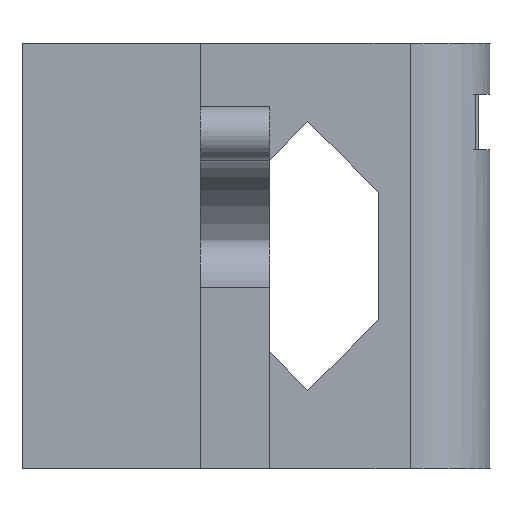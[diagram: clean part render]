
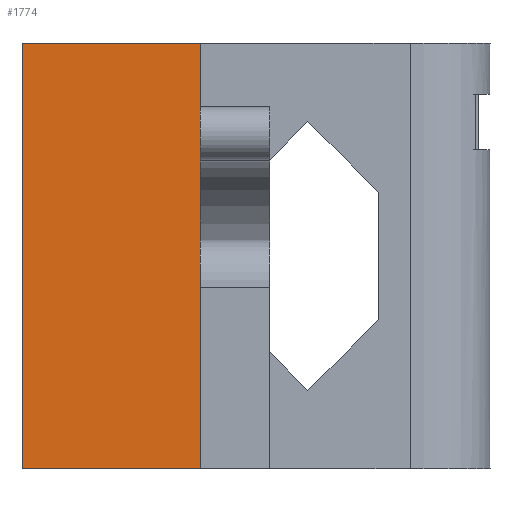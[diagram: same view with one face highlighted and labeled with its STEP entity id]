
A CAD part, front view. The second image highlights one B-rep face of the part: STEP entity #1774.
In plain terms, the highlighted planar face has unit normal (0, -1, 0).
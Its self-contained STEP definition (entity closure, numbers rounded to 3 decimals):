
#55 = PLANE('',#56);
#56 = AXIS2_PLACEMENT_3D('',#57,#58,#59);
#57 = CARTESIAN_POINT('',(-0.45,-5.75,0.));
#58 = DIRECTION('',(-0.,-0.,1.));
#59 = DIRECTION('',(-1.,0.,0.));
#302 = PLANE('',#303);
#303 = AXIS2_PLACEMENT_3D('',#304,#305,#306);
#304 = CARTESIAN_POINT('',(7.5,-9.25,40.));
#305 = DIRECTION('',(1.,-0.,-0.));
#306 = DIRECTION('',(0.,0.,-1.));
#330 = PLANE('',#331);
#331 = AXIS2_PLACEMENT_3D('',#332,#333,#334);
#332 = CARTESIAN_POINT('',(-0.45,-5.75,40.));
#333 = DIRECTION('',(-0.,-0.,-1.));
#334 = DIRECTION('',(1.,0.,0.));
#1644 = PLANE('',#1645);
#1645 = AXIS2_PLACEMENT_3D('',#1646,#1647,#1648);
#1646 = CARTESIAN_POINT('',(-9.25,-5.75,0.));
#1647 = DIRECTION('',(-1.,-0.,-0.));
#1648 = DIRECTION('',(0.,1.,0.));
#1704 = VERTEX_POINT('',#1705);
#1705 = CARTESIAN_POINT('',(-9.25,-9.25,40.));
#1726 = EDGE_CURVE('',#1727,#1704,#1729,.T.);
#1727 = VERTEX_POINT('',#1728);
#1728 = CARTESIAN_POINT('',(-9.25,-9.25,0.));
#1729 = SURFACE_CURVE('',#1730,(#1734,#1741),.PCURVE_S1.);
#1730 = LINE('',#1731,#1732);
#1731 = CARTESIAN_POINT('',(-9.25,-9.25,0.));
#1732 = VECTOR('',#1733,1.);
#1733 = DIRECTION('',(0.,0.,1.));
#1734 = PCURVE('',#1644,#1735);
#1735 = DEFINITIONAL_REPRESENTATION('',(#1736),#1740);
#1736 = LINE('',#1737,#1738);
#1737 = CARTESIAN_POINT('',(-3.5,0.));
#1738 = VECTOR('',#1739,1.);
#1739 = DIRECTION('',(-0.,-1.));
#1740 = ( GEOMETRIC_REPRESENTATION_CONTEXT(2) 
PARAMETRIC_REPRESENTATION_CONTEXT() REPRESENTATION_CONTEXT('2D SPACE',''
  ) );
#1741 = PCURVE('',#1742,#1747);
#1742 = PLANE('',#1743);
#1743 = AXIS2_PLACEMENT_3D('',#1744,#1745,#1746);
#1744 = CARTESIAN_POINT('',(-9.25,-9.25,0.));
#1745 = DIRECTION('',(-0.,-1.,-0.));
#1746 = DIRECTION('',(-1.,0.,0.));
#1747 = DEFINITIONAL_REPRESENTATION('',(#1748),#1752);
#1748 = LINE('',#1749,#1750);
#1749 = CARTESIAN_POINT('',(-0.,-0.));
#1750 = VECTOR('',#1751,1.);
#1751 = DIRECTION('',(-0.,-1.));
#1752 = ( GEOMETRIC_REPRESENTATION_CONTEXT(2) 
PARAMETRIC_REPRESENTATION_CONTEXT() REPRESENTATION_CONTEXT('2D SPACE',''
  ) );
#1774 = ADVANCED_FACE('',(#1775),#1742,.T.);
#1775 = FACE_BOUND('',#1776,.F.);
#1776 = EDGE_LOOP('',(#1777,#1800,#1801,#1824));
#1777 = ORIENTED_EDGE('',*,*,#1778,.F.);
#1778 = EDGE_CURVE('',#1727,#1779,#1781,.T.);
#1779 = VERTEX_POINT('',#1780);
#1780 = CARTESIAN_POINT('',(7.5,-9.25,0.));
#1781 = SURFACE_CURVE('',#1782,(#1786,#1793),.PCURVE_S1.);
#1782 = LINE('',#1783,#1784);
#1783 = CARTESIAN_POINT('',(-9.25,-9.25,0.));
#1784 = VECTOR('',#1785,1.);
#1785 = DIRECTION('',(1.,0.,0.));
#1786 = PCURVE('',#1742,#1787);
#1787 = DEFINITIONAL_REPRESENTATION('',(#1788),#1792);
#1788 = LINE('',#1789,#1790);
#1789 = CARTESIAN_POINT('',(-0.,-0.));
#1790 = VECTOR('',#1791,1.);
#1791 = DIRECTION('',(-1.,-0.));
#1792 = ( GEOMETRIC_REPRESENTATION_CONTEXT(2) 
PARAMETRIC_REPRESENTATION_CONTEXT() REPRESENTATION_CONTEXT('2D SPACE',''
  ) );
#1793 = PCURVE('',#55,#1794);
#1794 = DEFINITIONAL_REPRESENTATION('',(#1795),#1799);
#1795 = LINE('',#1796,#1797);
#1796 = CARTESIAN_POINT('',(8.8,3.5));
#1797 = VECTOR('',#1798,1.);
#1798 = DIRECTION('',(-1.,0.));
#1799 = ( GEOMETRIC_REPRESENTATION_CONTEXT(2) 
PARAMETRIC_REPRESENTATION_CONTEXT() REPRESENTATION_CONTEXT('2D SPACE',''
  ) );
#1800 = ORIENTED_EDGE('',*,*,#1726,.T.);
#1801 = ORIENTED_EDGE('',*,*,#1802,.T.);
#1802 = EDGE_CURVE('',#1704,#1803,#1805,.T.);
#1803 = VERTEX_POINT('',#1804);
#1804 = CARTESIAN_POINT('',(7.5,-9.25,40.));
#1805 = SURFACE_CURVE('',#1806,(#1810,#1817),.PCURVE_S1.);
#1806 = LINE('',#1807,#1808);
#1807 = CARTESIAN_POINT('',(-9.25,-9.25,40.));
#1808 = VECTOR('',#1809,1.);
#1809 = DIRECTION('',(1.,0.,0.));
#1810 = PCURVE('',#1742,#1811);
#1811 = DEFINITIONAL_REPRESENTATION('',(#1812),#1816);
#1812 = LINE('',#1813,#1814);
#1813 = CARTESIAN_POINT('',(-0.,-40.));
#1814 = VECTOR('',#1815,1.);
#1815 = DIRECTION('',(-1.,-0.));
#1816 = ( GEOMETRIC_REPRESENTATION_CONTEXT(2) 
PARAMETRIC_REPRESENTATION_CONTEXT() REPRESENTATION_CONTEXT('2D SPACE',''
  ) );
#1817 = PCURVE('',#330,#1818);
#1818 = DEFINITIONAL_REPRESENTATION('',(#1819),#1823);
#1819 = LINE('',#1820,#1821);
#1820 = CARTESIAN_POINT('',(-8.8,3.5));
#1821 = VECTOR('',#1822,1.);
#1822 = DIRECTION('',(1.,-0.));
#1823 = ( GEOMETRIC_REPRESENTATION_CONTEXT(2) 
PARAMETRIC_REPRESENTATION_CONTEXT() REPRESENTATION_CONTEXT('2D SPACE',''
  ) );
#1824 = ORIENTED_EDGE('',*,*,#1825,.T.);
#1825 = EDGE_CURVE('',#1803,#1779,#1826,.T.);
#1826 = SURFACE_CURVE('',#1827,(#1831,#1838),.PCURVE_S1.);
#1827 = LINE('',#1828,#1829);
#1828 = CARTESIAN_POINT('',(7.5,-9.25,0.));
#1829 = VECTOR('',#1830,1.);
#1830 = DIRECTION('',(-0.,-0.,-1.));
#1831 = PCURVE('',#1742,#1832);
#1832 = DEFINITIONAL_REPRESENTATION('',(#1833),#1837);
#1833 = LINE('',#1834,#1835);
#1834 = CARTESIAN_POINT('',(-16.75,-0.));
#1835 = VECTOR('',#1836,1.);
#1836 = DIRECTION('',(-0.,1.));
#1837 = ( GEOMETRIC_REPRESENTATION_CONTEXT(2) 
PARAMETRIC_REPRESENTATION_CONTEXT() REPRESENTATION_CONTEXT('2D SPACE',''
  ) );
#1838 = PCURVE('',#302,#1839);
#1839 = DEFINITIONAL_REPRESENTATION('',(#1840),#1844);
#1840 = LINE('',#1841,#1842);
#1841 = CARTESIAN_POINT('',(40.,-0.));
#1842 = VECTOR('',#1843,1.);
#1843 = DIRECTION('',(1.,-0.));
#1844 = ( GEOMETRIC_REPRESENTATION_CONTEXT(2) 
PARAMETRIC_REPRESENTATION_CONTEXT() REPRESENTATION_CONTEXT('2D SPACE',''
  ) );
